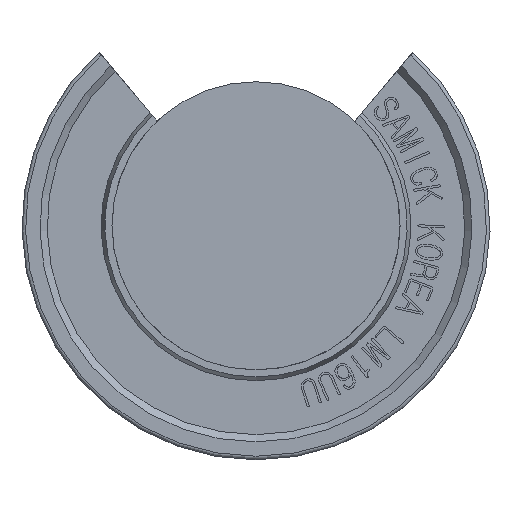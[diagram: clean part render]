
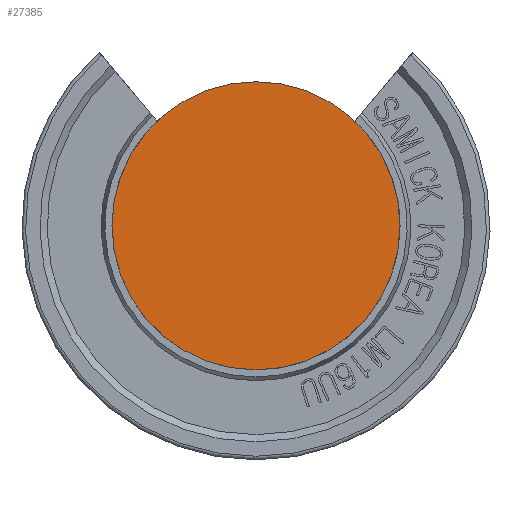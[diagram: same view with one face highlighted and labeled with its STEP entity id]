
A CAD part, front view. The second image highlights one B-rep face of the part: STEP entity #27385.
In plain terms, the highlighted planar face has unit normal (0, -1, 0).
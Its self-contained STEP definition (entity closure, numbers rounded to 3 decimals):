
#27120=CARTESIAN_POINT('',(-8.0,-43.0,0.));
#27121=VERTEX_POINT('',#27120);
#27122=CARTESIAN_POINT('',(0.0,-43.0,0.0));
#27123=DIRECTION('',(0.0,1.0,0.0));
#27124=DIRECTION('',(1.0,0.0,0.0));
#27125=AXIS2_PLACEMENT_3D('',#27122,#27123,#27124);
#27126=CIRCLE('',#27125,8.0);
#27127=EDGE_CURVE('',#27121,#27121,#27126,.T.);
#27377=CARTESIAN_POINT('',(0.0,-43.0,0.0));
#27378=DIRECTION('',(0.0,-1.0,0.0));
#27379=DIRECTION('',(0.0,0.0,-1.0));
#27380=AXIS2_PLACEMENT_3D('',#27377,#27378,#27379);
#27381=PLANE('',#27380);
#27382=ORIENTED_EDGE('',*,*,#27127,.F.);
#27383=EDGE_LOOP('',(#27382));
#27384=FACE_OUTER_BOUND('',#27383,.T.);
#27385=ADVANCED_FACE('',(#27384),#27381,.T.);
